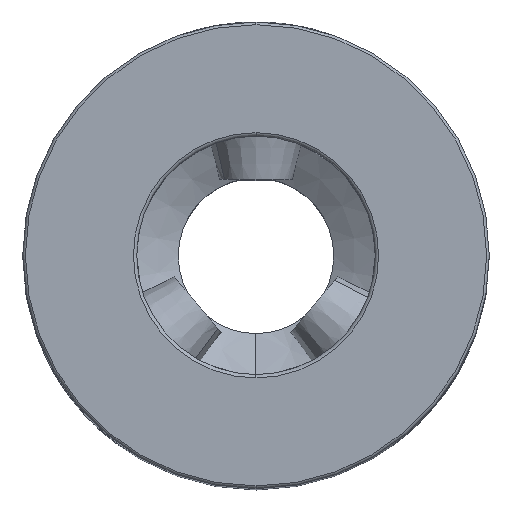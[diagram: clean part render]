
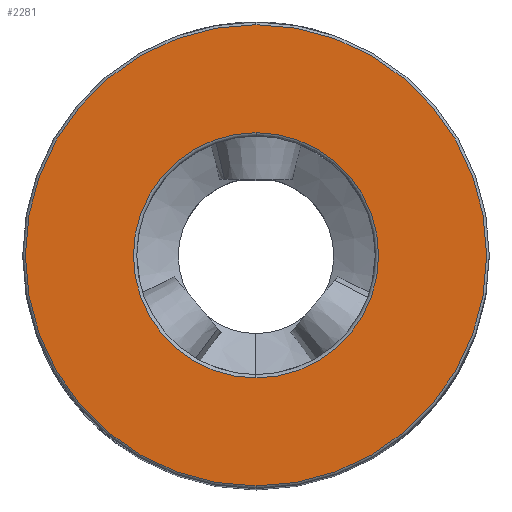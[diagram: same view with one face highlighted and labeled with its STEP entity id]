
A CAD part, top view. The second image highlights one B-rep face of the part: STEP entity #2281.
In plain terms, the highlighted planar face has unit normal (0, 0, 1).
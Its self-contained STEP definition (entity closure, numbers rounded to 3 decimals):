
#2089=VERTEX_POINT('NONE',#4462);
#2281=ADVANCED_FACE('NONE',(#4673,#4674),#4675,.T.);
#2311=EDGE_CURVE('NONE',#2417,#3215,#4706,.T.);
#2417=VERTEX_POINT('NONE',#4827);
#2439=EDGE_CURVE('NONE',#2089,#3263,#4853,.T.);
#3139=EDGE_CURVE('NONE',#3263,#2089,#5640,.T.);
#3215=VERTEX_POINT('NONE',#5727);
#3263=VERTEX_POINT('NONE',#5779);
#3407=EDGE_CURVE('NONE',#3215,#2417,#5943,.T.);
#4462=CARTESIAN_POINT('',(0.,-44.478,0.));
#4673=FACE_OUTER_BOUND('',#8753,.T.);
#4674=FACE_BOUND('',#8754,.T.);
#4675=PLANE('',#8755);
#4706=CIRCLE('',#8850,23.648);
#4827=CARTESIAN_POINT('',(0.,-23.648,0.));
#4853=CIRCLE('',#9100,44.478);
#5640=CIRCLE('',#10647,44.478);
#5727=CARTESIAN_POINT('',(0.,23.648,0.));
#5779=CARTESIAN_POINT('',(0.,44.478,0.));
#5943=CIRCLE('',#11289,23.648);
#8753=EDGE_LOOP('',(#12727,#12728));
#8754=EDGE_LOOP('',(#12729,#12730));
#8755=AXIS2_PLACEMENT_3D('',#12731,#12732,#12733);
#8850=AXIS2_PLACEMENT_3D('',#12757,#12758,#12759);
#9100=AXIS2_PLACEMENT_3D('',#12954,#12955,#12956);
#10647=AXIS2_PLACEMENT_3D('',#13936,#13937,#13938);
#11289=AXIS2_PLACEMENT_3D('',#14312,#14313,#14314);
#12727=ORIENTED_EDGE('',*,*,#3139,.T.);
#12728=ORIENTED_EDGE('',*,*,#2439,.T.);
#12729=ORIENTED_EDGE('',*,*,#2311,.F.);
#12730=ORIENTED_EDGE('',*,*,#3407,.F.);
#12731=CARTESIAN_POINT('',(0.,0.0,0.));
#12732=DIRECTION('',(0.,0.0,1.0));
#12733=DIRECTION('',(0.0,1.0,0.0));
#12757=CARTESIAN_POINT('',(0.,0.0,0.));
#12758=DIRECTION('',(0.,0.0,1.0));
#12759=DIRECTION('',(-1.0,0.0,0.));
#12954=CARTESIAN_POINT('',(0.,0.0,0.));
#12955=DIRECTION('',(0.,0.0,1.0));
#12956=DIRECTION('',(1.0,0.0,0.));
#13936=CARTESIAN_POINT('',(0.,0.0,0.));
#13937=DIRECTION('',(0.,0.0,1.0));
#13938=DIRECTION('',(1.0,0.0,0.));
#14312=CARTESIAN_POINT('',(0.,0.0,0.));
#14313=DIRECTION('',(0.,0.0,1.0));
#14314=DIRECTION('',(-1.0,0.0,0.));
